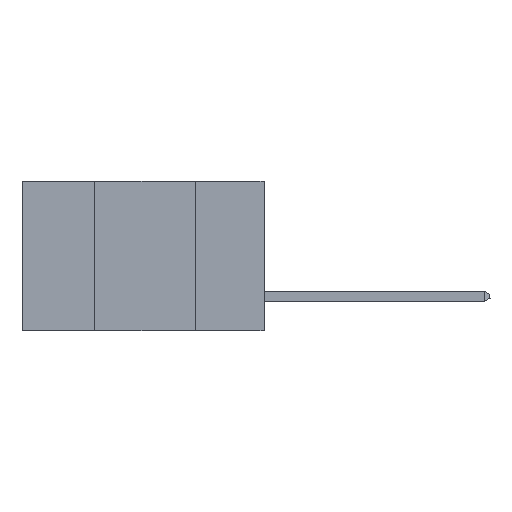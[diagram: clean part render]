
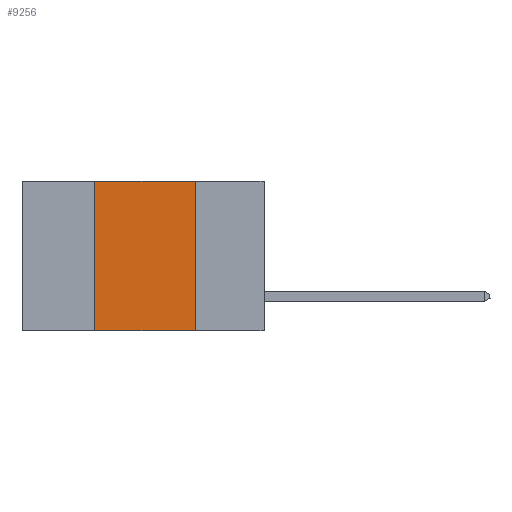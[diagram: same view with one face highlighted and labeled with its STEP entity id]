
A CAD part, left-side view. The second image highlights one B-rep face of the part: STEP entity #9256.
In plain terms, the highlighted planar face has unit normal (-1, 0, 0).
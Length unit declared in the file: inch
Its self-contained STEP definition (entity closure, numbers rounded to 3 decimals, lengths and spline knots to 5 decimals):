
#1665 = EDGE_CURVE ( 'NONE', #2923, #2832, #3483, .T. ) ;
#1746 = EDGE_CURVE ( 'NONE', #2923, #7341, #4076, .T. ) ;
#2255 = EDGE_CURVE ( 'NONE', #7341, #7877, #2589, .T. ) ;
#2359 = CARTESIAN_POINT ( 'NONE',  ( 0., 0.17, -0.37 ) ) ;
#2589 = LINE ( 'NONE', #5842, #8288 ) ;
#2738 = ORIENTED_EDGE ( 'NONE', *, *, #1665, .T. ) ;
#2832 = VERTEX_POINT ( 'NONE', #2359 ) ;
#2923 = VERTEX_POINT ( 'NONE', #7928 ) ;
#2987 = EDGE_CURVE ( 'NONE', #7877, #2832, #3431, .T. ) ;
#2993 = ORIENTED_EDGE ( 'NONE', *, *, #2255, .F. ) ;
#3266 = ORIENTED_EDGE ( 'NONE', *, *, #2987, .F. ) ;
#3308 = DIRECTION ( 'NONE',  ( 0., 0., -1. ) ) ;
#3431 = LINE ( 'NONE', #6903, #5269 ) ;
#3483 = LINE ( 'NONE', #9804, #9031 ) ;
#4076 = LINE ( 'NONE', #8822, #7742 ) ;
#4502 = ORIENTED_EDGE ( 'NONE', *, *, #1746, .F. ) ;
#4558 = CARTESIAN_POINT ( 'NONE',  ( 0., 0.17, 0. ) ) ;
#4849 = CARTESIAN_POINT ( 'NONE',  ( 0., 0.42, 0. ) ) ;
#5106 = EDGE_LOOP ( 'NONE', ( #3266, #2993, #4502, #2738 ) ) ;
#5269 = VECTOR ( 'NONE', #7544, 39.37008 ) ;
#5600 = DIRECTION ( 'NONE',  ( 1., 0., 0. ) ) ;
#5842 = CARTESIAN_POINT ( 'NONE',  ( 0., 0.6, 0. ) ) ;
#6385 = AXIS2_PLACEMENT_3D ( 'NONE', #7081, #5600, #3308 ) ;
#6654 = FACE_OUTER_BOUND ( 'NONE', #5106, .T. ) ;
#6903 = CARTESIAN_POINT ( 'NONE',  ( 0., 0.17, 0. ) ) ;
#7081 = CARTESIAN_POINT ( 'NONE',  ( 0., 0.6, 0. ) ) ;
#7341 = VERTEX_POINT ( 'NONE', #4849 ) ;
#7489 = DIRECTION ( 'NONE',  ( 0., -1., 0. ) ) ;
#7544 = DIRECTION ( 'NONE',  ( 0., 0., -1. ) ) ;
#7588 = DIRECTION ( 'NONE',  ( 0., 0., 1. ) ) ;
#7736 = PLANE ( 'NONE',  #6385 ) ;
#7742 = VECTOR ( 'NONE', #7588, 39.37008 ) ;
#7877 = VERTEX_POINT ( 'NONE', #4558 ) ;
#7928 = CARTESIAN_POINT ( 'NONE',  ( 0., 0.42, -0.37 ) ) ;
#8288 = VECTOR ( 'NONE', #7489, 39.37008 ) ;
#8822 = CARTESIAN_POINT ( 'NONE',  ( 0., 0.42, 0. ) ) ;
#9031 = VECTOR ( 'NONE', #9901, 39.37008 ) ;
#9256 = ADVANCED_FACE ( 'NONE', ( #6654 ), #7736, .F. ) ;
#9804 = CARTESIAN_POINT ( 'NONE',  ( 0., 0.6, -0.37 ) ) ;
#9901 = DIRECTION ( 'NONE',  ( 0., -1., 0. ) ) ;
